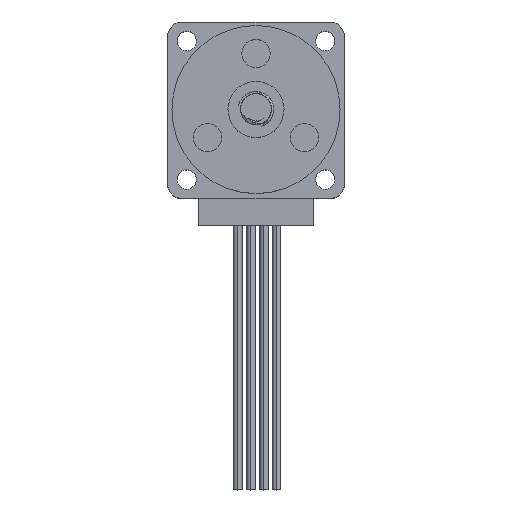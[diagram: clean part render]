
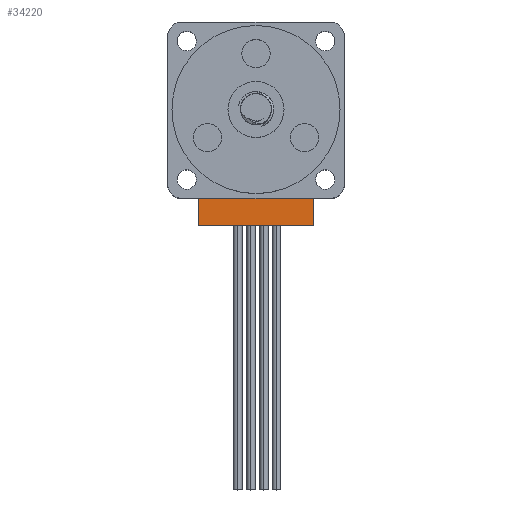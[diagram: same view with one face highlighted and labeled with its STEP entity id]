
A CAD part, top view. The second image highlights one B-rep face of the part: STEP entity #34220.
In plain terms, the highlighted planar face has unit normal (0, 0, 1).
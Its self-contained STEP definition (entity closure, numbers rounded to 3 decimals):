
#201 = PLANE('',#202);
#202 = AXIS2_PLACEMENT_3D('',#203,#204,#205);
#203 = CARTESIAN_POINT('',(6.5,-13.,-6.));
#204 = DIRECTION('',(0.,1.,0.));
#205 = DIRECTION('',(0.,0.,1.));
#30469 = EDGE_CURVE('',#30470,#30472,#30474,.T.);
#30470 = VERTEX_POINT('',#30471);
#30471 = CARTESIAN_POINT('',(6.5,-13.,-6.));
#30472 = VERTEX_POINT('',#30473);
#30473 = CARTESIAN_POINT('',(-6.5,-13.,-6.));
#30474 = SURFACE_CURVE('',#30475,(#30479,#30486),.PCURVE_S1.);
#30475 = LINE('',#30476,#30477);
#30476 = CARTESIAN_POINT('',(-6.5,-13.,-6.));
#30477 = VECTOR('',#30478,1.);
#30478 = DIRECTION('',(-1.,0.,0.));
#30479 = PCURVE('',#201,#30480);
#30480 = DEFINITIONAL_REPRESENTATION('',(#30481),#30485);
#30481 = LINE('',#30482,#30483);
#30482 = CARTESIAN_POINT('',(0.,-13.));
#30483 = VECTOR('',#30484,1.);
#30484 = DIRECTION('',(0.,-1.));
#30485 = ( GEOMETRIC_REPRESENTATION_CONTEXT(2) 
PARAMETRIC_REPRESENTATION_CONTEXT() REPRESENTATION_CONTEXT('2D SPACE',''
  ) );
#30486 = PCURVE('',#30487,#30492);
#30487 = PLANE('',#30488);
#30488 = AXIS2_PLACEMENT_3D('',#30489,#30490,#30491);
#30489 = CARTESIAN_POINT('',(-6.5,-13.,-6.));
#30490 = DIRECTION('',(0.,0.,-1.));
#30491 = DIRECTION('',(-1.,0.,0.));
#30492 = DEFINITIONAL_REPRESENTATION('',(#30493),#30497);
#30493 = LINE('',#30494,#30495);
#30494 = CARTESIAN_POINT('',(0.,0.));
#30495 = VECTOR('',#30496,1.);
#30496 = DIRECTION('',(1.,0.));
#30497 = ( GEOMETRIC_REPRESENTATION_CONTEXT(2) 
PARAMETRIC_REPRESENTATION_CONTEXT() REPRESENTATION_CONTEXT('2D SPACE',''
  ) );
#30515 = PLANE('',#30516);
#30516 = AXIS2_PLACEMENT_3D('',#30517,#30518,#30519);
#30517 = CARTESIAN_POINT('',(-6.5,-13.,-11.));
#30518 = DIRECTION('',(1.,0.,0.));
#30519 = DIRECTION('',(0.,0.,-1.));
#30569 = PLANE('',#30570);
#30570 = AXIS2_PLACEMENT_3D('',#30571,#30572,#30573);
#30571 = CARTESIAN_POINT('',(6.5,-13.,-6.));
#30572 = DIRECTION('',(-1.,0.,0.));
#30573 = DIRECTION('',(0.,0.,1.));
#30697 = PLANE('',#30698);
#30698 = AXIS2_PLACEMENT_3D('',#30699,#30700,#30701);
#30699 = CARTESIAN_POINT('',(-8.4,-10.,14.));
#30700 = DIRECTION('',(0.,1.,0.));
#30701 = DIRECTION('',(0.,0.,1.));
#30946 = EDGE_CURVE('',#30947,#30949,#30951,.T.);
#30947 = VERTEX_POINT('',#30948);
#30948 = CARTESIAN_POINT('',(6.5,-10.,-6.));
#30949 = VERTEX_POINT('',#30950);
#30950 = CARTESIAN_POINT('',(-6.5,-10.,-6.));
#30951 = SURFACE_CURVE('',#30952,(#30956,#30963),.PCURVE_S1.);
#30952 = LINE('',#30953,#30954);
#30953 = CARTESIAN_POINT('',(-6.5,-10.,-6.));
#30954 = VECTOR('',#30955,1.);
#30955 = DIRECTION('',(-1.,0.,0.));
#30956 = PCURVE('',#30697,#30957);
#30957 = DEFINITIONAL_REPRESENTATION('',(#30958),#30962);
#30958 = LINE('',#30959,#30960);
#30959 = CARTESIAN_POINT('',(-20.,1.9));
#30960 = VECTOR('',#30961,1.);
#30961 = DIRECTION('',(0.,-1.));
#30962 = ( GEOMETRIC_REPRESENTATION_CONTEXT(2) 
PARAMETRIC_REPRESENTATION_CONTEXT() REPRESENTATION_CONTEXT('2D SPACE',''
  ) );
#30963 = PCURVE('',#30487,#30964);
#30964 = DEFINITIONAL_REPRESENTATION('',(#30965),#30969);
#30965 = LINE('',#30966,#30967);
#30966 = CARTESIAN_POINT('',(0.,3.));
#30967 = VECTOR('',#30968,1.);
#30968 = DIRECTION('',(1.,0.));
#30969 = ( GEOMETRIC_REPRESENTATION_CONTEXT(2) 
PARAMETRIC_REPRESENTATION_CONTEXT() REPRESENTATION_CONTEXT('2D SPACE',''
  ) );
#34220 = ADVANCED_FACE('',(#34221),#30487,.F.);
#34221 = FACE_BOUND('',#34222,.T.);
#34222 = EDGE_LOOP('',(#34223,#34224,#34245,#34246));
#34223 = ORIENTED_EDGE('',*,*,#30946,.T.);
#34224 = ORIENTED_EDGE('',*,*,#34225,.F.);
#34225 = EDGE_CURVE('',#30472,#30949,#34226,.T.);
#34226 = SURFACE_CURVE('',#34227,(#34231,#34238),.PCURVE_S1.);
#34227 = LINE('',#34228,#34229);
#34228 = CARTESIAN_POINT('',(-6.5,-13.,-6.));
#34229 = VECTOR('',#34230,1.);
#34230 = DIRECTION('',(0.,1.,0.));
#34231 = PCURVE('',#30487,#34232);
#34232 = DEFINITIONAL_REPRESENTATION('',(#34233),#34237);
#34233 = LINE('',#34234,#34235);
#34234 = CARTESIAN_POINT('',(0.,0.));
#34235 = VECTOR('',#34236,1.);
#34236 = DIRECTION('',(0.,1.));
#34237 = ( GEOMETRIC_REPRESENTATION_CONTEXT(2) 
PARAMETRIC_REPRESENTATION_CONTEXT() REPRESENTATION_CONTEXT('2D SPACE',''
  ) );
#34238 = PCURVE('',#30515,#34239);
#34239 = DEFINITIONAL_REPRESENTATION('',(#34240),#34244);
#34240 = LINE('',#34241,#34242);
#34241 = CARTESIAN_POINT('',(-5.,0.));
#34242 = VECTOR('',#34243,1.);
#34243 = DIRECTION('',(0.,1.));
#34244 = ( GEOMETRIC_REPRESENTATION_CONTEXT(2) 
PARAMETRIC_REPRESENTATION_CONTEXT() REPRESENTATION_CONTEXT('2D SPACE',''
  ) );
#34245 = ORIENTED_EDGE('',*,*,#30469,.F.);
#34246 = ORIENTED_EDGE('',*,*,#34247,.T.);
#34247 = EDGE_CURVE('',#30470,#30947,#34248,.T.);
#34248 = SURFACE_CURVE('',#34249,(#34253,#34260),.PCURVE_S1.);
#34249 = LINE('',#34250,#34251);
#34250 = CARTESIAN_POINT('',(6.5,-13.,-6.));
#34251 = VECTOR('',#34252,1.);
#34252 = DIRECTION('',(0.,1.,0.));
#34253 = PCURVE('',#30487,#34254);
#34254 = DEFINITIONAL_REPRESENTATION('',(#34255),#34259);
#34255 = LINE('',#34256,#34257);
#34256 = CARTESIAN_POINT('',(-13.,0.));
#34257 = VECTOR('',#34258,1.);
#34258 = DIRECTION('',(0.,1.));
#34259 = ( GEOMETRIC_REPRESENTATION_CONTEXT(2) 
PARAMETRIC_REPRESENTATION_CONTEXT() REPRESENTATION_CONTEXT('2D SPACE',''
  ) );
#34260 = PCURVE('',#30569,#34261);
#34261 = DEFINITIONAL_REPRESENTATION('',(#34262),#34266);
#34262 = LINE('',#34263,#34264);
#34263 = CARTESIAN_POINT('',(0.,0.));
#34264 = VECTOR('',#34265,1.);
#34265 = DIRECTION('',(0.,1.));
#34266 = ( GEOMETRIC_REPRESENTATION_CONTEXT(2) 
PARAMETRIC_REPRESENTATION_CONTEXT() REPRESENTATION_CONTEXT('2D SPACE',''
  ) );
